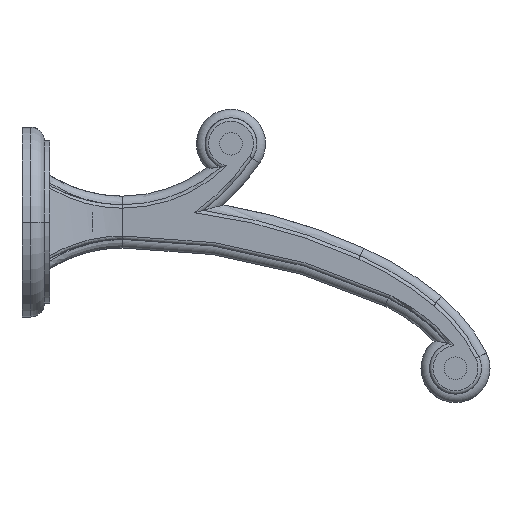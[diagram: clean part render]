
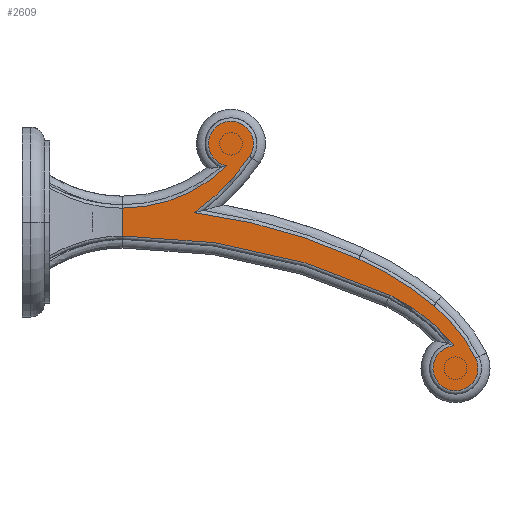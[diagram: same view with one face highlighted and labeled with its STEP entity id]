
A CAD part, left-side view. The second image highlights one B-rep face of the part: STEP entity #2609.
In plain terms, the highlighted planar face has unit normal (-1, 0, 0).
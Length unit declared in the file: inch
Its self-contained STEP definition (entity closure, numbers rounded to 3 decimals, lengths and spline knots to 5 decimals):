
#92=CARTESIAN_POINT('',(-0.1975,-3.3268,-2.65381));
#93=DIRECTION('',(-1.,0.,0.));
#94=DIRECTION('',(0.,-0.785,0.619));
#95=AXIS2_PLACEMENT_3D('',#92,#93,#94);
#97=CARTESIAN_POINT('',(-0.1975,-1.1253,-7.38245));
#98=DIRECTION('',(-1.,0.,0.));
#99=DIRECTION('',(0.,-0.422,0.907));
#100=AXIS2_PLACEMENT_3D('',#97,#98,#99);
#102=DIRECTION('',(0.,0.,1.));
#103=VECTOR('',#102,0.317);
#104=CARTESIAN_POINT('',(-0.1975,-1.12531,-0.15845));
#105=LINE('',#104,#103);
#106=CARTESIAN_POINT('',(-0.1975,-1.1253,1.87055));
#107=DIRECTION('',(-1.,0.,0.));
#108=DIRECTION('',(0.,0.,-1.));
#109=AXIS2_PLACEMENT_3D('',#106,#107,#108);
#111=CARTESIAN_POINT('',(-0.1975,-2.3623,0.89255));
#112=DIRECTION('',(1.,0.,0.));
#113=DIRECTION('',(0.,0.181,-0.983));
#114=AXIS2_PLACEMENT_3D('',#111,#112,#113);
#116=CARTESIAN_POINT('',(-0.1975,-2.3623,0.89255));
#117=DIRECTION('',(1.,0.,0.));
#118=DIRECTION('',(0.,0.,1.));
#119=AXIS2_PLACEMENT_3D('',#116,#117,#118);
#121=CARTESIAN_POINT('',(-0.1975,-0.40928,2.23957));
#122=DIRECTION('',(1.,0.,0.));
#123=DIRECTION('',(0.,-0.823,-0.568));
#124=AXIS2_PLACEMENT_3D('',#121,#122,#123);
#126=CARTESIAN_POINT('',(-0.1975,-1.1253,-6.39745));
#127=DIRECTION('',(1.,0.,0.));
#128=DIRECTION('',(0.,-0.125,0.992));
#129=AXIS2_PLACEMENT_3D('',#126,#127,#128);
#131=CARTESIAN_POINT('',(-0.1975,-2.25856,-3.88522));
#132=DIRECTION('',(1.,0.,0.));
#133=DIRECTION('',(0.,-0.411,0.912));
#134=AXIS2_PLACEMENT_3D('',#131,#132,#133);
#136=CARTESIAN_POINT('',(-0.1975,-3.51048,-2.36547));
#137=DIRECTION('',(1.,0.,0.));
#138=DIRECTION('',(0.,-0.636,0.772));
#139=AXIS2_PLACEMENT_3D('',#136,#137,#138);
#141=CARTESIAN_POINT('',(-0.1975,-4.9213,-1.66645));
#142=DIRECTION('',(1.,0.,0.));
#143=DIRECTION('',(0.,-0.896,0.444));
#144=AXIS2_PLACEMENT_3D('',#141,#142,#143);
#146=CARTESIAN_POINT('',(-0.1975,-4.9213,-1.66645));
#147=DIRECTION('',(1.,0.,0.));
#148=DIRECTION('',(0.,0.,-1.));
#149=AXIS2_PLACEMENT_3D('',#146,#147,#148);
#2297=CARTESIAN_POINT('',(-0.1975,-1.12531,0.15855));
#2299=VERTEX_POINT('',#2297);
#2300=CARTESIAN_POINT('',(-0.1975,-1.1253,-0.15845));
#2301=VERTEX_POINT('',#2300);
#2354=CARTESIAN_POINT('',(-0.1975,-4.17431,-0.83342));
#2355=VERTEX_POINT('',#2354);
#2356=CARTESIAN_POINT('',(-0.1975,-4.90363,-1.41055));
#2357=VERTEX_POINT('',#2356);
#2358=CARTESIAN_POINT('',(-0.1975,-2.31585,0.6403));
#2359=VERTEX_POINT('',#2358);
#2360=CARTESIAN_POINT('',(-0.1975,-2.3623,1.14905));
#2361=VERTEX_POINT('',#2360);
#2362=CARTESIAN_POINT('',(-0.1975,-2.57345,0.74692));
#2363=VERTEX_POINT('',#2362);
#2364=CARTESIAN_POINT('',(-0.1975,-1.94661,0.10691));
#2365=VERTEX_POINT('',#2364);
#2366=CARTESIAN_POINT('',(-0.1975,-3.82111,-0.42135));
#2367=VERTEX_POINT('',#2366);
#2368=CARTESIAN_POINT('',(-0.1975,-4.67465,-0.95222));
#2369=VERTEX_POINT('',#2368);
#2370=CARTESIAN_POINT('',(-0.1975,-5.15114,-1.55257));
#2371=VERTEX_POINT('',#2370);
#2372=CARTESIAN_POINT('',(-0.1975,-4.9213,-1.92295));
#2373=VERTEX_POINT('',#2372);
#2581=CARTESIAN_POINT('',(-0.1975,-3.15182,-0.38695));
#2582=DIRECTION('',(1.,0.,0.));
#2583=DIRECTION('',(0.,0.,-1.));
#2584=AXIS2_PLACEMENT_3D('',#2581,#2582,#2583);
#2585=PLANE('',#2584);
#2587=ORIENTED_EDGE('',*,*,#2586,.T.);
#2588=ORIENTED_EDGE('',*,*,#2573,.T.);
#2589=ORIENTED_EDGE('',*,*,#2441,.T.);
#2590=ORIENTED_EDGE('',*,*,#2464,.T.);
#2592=ORIENTED_EDGE('',*,*,#2591,.T.);
#2594=ORIENTED_EDGE('',*,*,#2593,.T.);
#2596=ORIENTED_EDGE('',*,*,#2595,.T.);
#2598=ORIENTED_EDGE('',*,*,#2597,.T.);
#2600=ORIENTED_EDGE('',*,*,#2599,.T.);
#2602=ORIENTED_EDGE('',*,*,#2601,.T.);
#2604=ORIENTED_EDGE('',*,*,#2603,.T.);
#2606=ORIENTED_EDGE('',*,*,#2605,.T.);
#2607=EDGE_LOOP('',(#2587,#2588,#2589,#2590,#2592,#2594,#2596,#2598,#2600,#2602,
#2604,#2606));
#2608=FACE_OUTER_BOUND('',#2607,.F.);
#2609=ADVANCED_FACE('',(#2608),#2585,.F.);
#96=CIRCLE('',#95,2.008);
#101=CIRCLE('',#100,7.224);
#110=CIRCLE('',#109,1.712);
#115=CIRCLE('',#114,0.2565);
#120=CIRCLE('',#119,0.2565);
#125=CIRCLE('',#124,2.629);
#130=CIRCLE('',#129,6.556);
#135=CIRCLE('',#134,3.8);
#140=CIRCLE('',#139,1.831);
#145=CIRCLE('',#144,0.2565);
#150=CIRCLE('',#149,0.2565);
#2441=EDGE_CURVE('',#2301,#2299,#105,.T.);
#2464=EDGE_CURVE('',#2299,#2359,#110,.T.);
#2573=EDGE_CURVE('',#2355,#2301,#101,.T.);
#2586=EDGE_CURVE('',#2357,#2355,#96,.T.);
#2591=EDGE_CURVE('',#2359,#2361,#115,.T.);
#2593=EDGE_CURVE('',#2361,#2363,#120,.T.);
#2595=EDGE_CURVE('',#2363,#2365,#125,.T.);
#2597=EDGE_CURVE('',#2365,#2367,#130,.T.);
#2599=EDGE_CURVE('',#2367,#2369,#135,.T.);
#2601=EDGE_CURVE('',#2369,#2371,#140,.T.);
#2603=EDGE_CURVE('',#2371,#2373,#145,.T.);
#2605=EDGE_CURVE('',#2373,#2357,#150,.T.);
